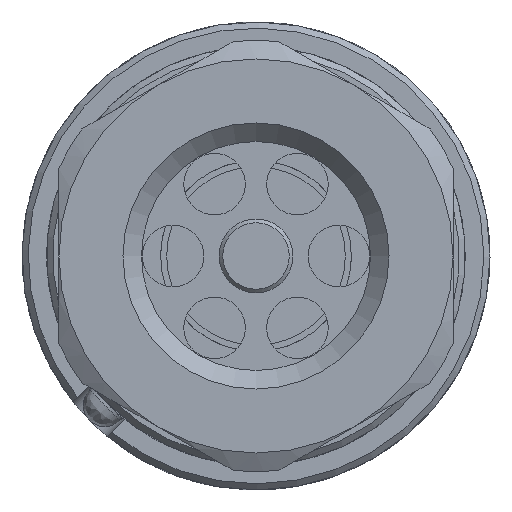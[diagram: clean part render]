
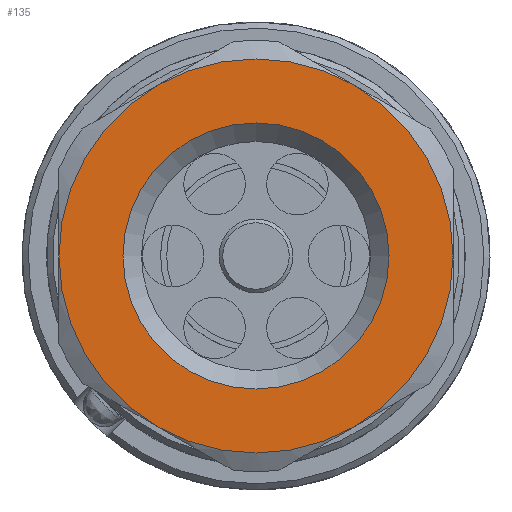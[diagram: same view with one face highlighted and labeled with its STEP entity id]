
A CAD part, left-side view. The second image highlights one B-rep face of the part: STEP entity #135.
In plain terms, the highlighted planar face has unit normal (-1, 0, 0).
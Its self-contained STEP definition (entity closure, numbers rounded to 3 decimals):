
#6 = PLANE ( 'NONE',  #2686 ) ;
#81 = EDGE_LOOP ( 'NONE', ( #1517, #3229, #1128, #247, #496, #1204 ) ) ;
#135 = ADVANCED_FACE ( 'NONE', ( #1694, #666 ), #6, .F. ) ;
#234 = DIRECTION ( 'NONE',  ( 0., 0., -1. ) ) ;
#247 = ORIENTED_EDGE ( 'NONE', *, *, #1274, .F. ) ;
#250 = CIRCLE ( 'NONE', #908, 16. ) ;
#496 = ORIENTED_EDGE ( 'NONE', *, *, #1956, .F. ) ;
#587 = CIRCLE ( 'NONE', #1178, 16. ) ;
#615 = DIRECTION ( 'NONE',  ( 0., 0., -1. ) ) ;
#649 = CARTESIAN_POINT ( 'NONE',  ( 0., 0., 0. ) ) ;
#666 = FACE_BOUND ( 'NONE', #2723, .T. ) ;
#743 = CARTESIAN_POINT ( 'NONE',  ( 0., -8., 13.856 ) ) ;
#771 = VERTEX_POINT ( 'NONE', #2519 ) ;
#822 = CIRCLE ( 'NONE', #2252, 16. ) ;
#846 = DIRECTION ( 'NONE',  ( 0., 0., -1. ) ) ;
#908 = AXIS2_PLACEMENT_3D ( 'NONE', #3194, #1606, #2579 ) ;
#923 = VERTEX_POINT ( 'NONE', #743 ) ;
#939 = CARTESIAN_POINT ( 'NONE',  ( 0., 16., 0. ) ) ;
#957 = DIRECTION ( 'NONE',  ( 1., 0., 0. ) ) ;
#1020 = CIRCLE ( 'NONE', #1548, 16. ) ;
#1085 = EDGE_CURVE ( 'NONE', #771, #2549, #3833, .T. ) ;
#1128 = ORIENTED_EDGE ( 'NONE', *, *, #2151, .F. ) ;
#1178 = AXIS2_PLACEMENT_3D ( 'NONE', #649, #3137, #3454 ) ;
#1204 = ORIENTED_EDGE ( 'NONE', *, *, #1085, .F. ) ;
#1230 = DIRECTION ( 'NONE',  ( 1., 0., 0. ) ) ;
#1274 = EDGE_CURVE ( 'NONE', #2595, #923, #250, .T. ) ;
#1314 = VERTEX_POINT ( 'NONE', #3784 ) ;
#1431 = CARTESIAN_POINT ( 'NONE',  ( 0., -16., 0. ) ) ;
#1478 = DIRECTION ( 'NONE',  ( 1., 0., 0. ) ) ;
#1517 = ORIENTED_EDGE ( 'NONE', *, *, #3840, .F. ) ;
#1548 = AXIS2_PLACEMENT_3D ( 'NONE', #1838, #4061, #4022 ) ;
#1606 = DIRECTION ( 'NONE',  ( 1., 0., 0. ) ) ;
#1654 = VERTEX_POINT ( 'NONE', #3923 ) ;
#1694 = FACE_OUTER_BOUND ( 'NONE', #81, .T. ) ;
#1709 = ORIENTED_EDGE ( 'NONE', *, *, #1751, .T. ) ;
#1751 = EDGE_CURVE ( 'NONE', #1654, #1654, #2697, .T. ) ;
#1766 = AXIS2_PLACEMENT_3D ( 'NONE', #3351, #3995, #234 ) ;
#1832 = DIRECTION ( 'NONE',  ( 0., 0., 1. ) ) ;
#1838 = CARTESIAN_POINT ( 'NONE',  ( 0., 0., 0. ) ) ;
#1859 = DIRECTION ( 'NONE',  ( 0., 0., -1. ) ) ;
#1956 = EDGE_CURVE ( 'NONE', #2549, #2595, #587, .T. ) ;
#2141 = DIRECTION ( 'NONE',  ( 1., 0., 0. ) ) ;
#2151 = EDGE_CURVE ( 'NONE', #923, #3119, #822, .T. ) ;
#2175 = CARTESIAN_POINT ( 'NONE',  ( 0., 0., 0. ) ) ;
#2252 = AXIS2_PLACEMENT_3D ( 'NONE', #2367, #1478, #846 ) ;
#2367 = CARTESIAN_POINT ( 'NONE',  ( 0., 0., 0. ) ) ;
#2519 = CARTESIAN_POINT ( 'NONE',  ( 0., 8., -13.856 ) ) ;
#2549 = VERTEX_POINT ( 'NONE', #939 ) ;
#2579 = DIRECTION ( 'NONE',  ( 0., 1., 0. ) ) ;
#2595 = VERTEX_POINT ( 'NONE', #3498 ) ;
#2686 = AXIS2_PLACEMENT_3D ( 'NONE', #3809, #957, #615 ) ;
#2697 = CIRCLE ( 'NONE', #3522, 10.8 ) ;
#2723 = EDGE_LOOP ( 'NONE', ( #1709 ) ) ;
#2741 = AXIS2_PLACEMENT_3D ( 'NONE', #2175, #1230, #1859 ) ;
#3060 = CIRCLE ( 'NONE', #2741, 16. ) ;
#3119 = VERTEX_POINT ( 'NONE', #1431 ) ;
#3137 = DIRECTION ( 'NONE',  ( 1., 0., 0. ) ) ;
#3194 = CARTESIAN_POINT ( 'NONE',  ( 0., 0., 0. ) ) ;
#3229 = ORIENTED_EDGE ( 'NONE', *, *, #3839, .F. ) ;
#3351 = CARTESIAN_POINT ( 'NONE',  ( 0., 0., 0. ) ) ;
#3454 = DIRECTION ( 'NONE',  ( 0., 0., -1. ) ) ;
#3498 = CARTESIAN_POINT ( 'NONE',  ( 0., 8., 13.856 ) ) ;
#3522 = AXIS2_PLACEMENT_3D ( 'NONE', #3993, #2141, #1832 ) ;
#3784 = CARTESIAN_POINT ( 'NONE',  ( 0., -8., -13.856 ) ) ;
#3809 = CARTESIAN_POINT ( 'NONE',  ( 0., 9.3, 0. ) ) ;
#3833 = CIRCLE ( 'NONE', #1766, 16. ) ;
#3839 = EDGE_CURVE ( 'NONE', #3119, #1314, #1020, .T. ) ;
#3840 = EDGE_CURVE ( 'NONE', #1314, #771, #3060, .T. ) ;
#3923 = CARTESIAN_POINT ( 'NONE',  ( 0., 0., 10.8 ) ) ;
#3993 = CARTESIAN_POINT ( 'NONE',  ( 0., 0., 0. ) ) ;
#3995 = DIRECTION ( 'NONE',  ( 1., 0., 0. ) ) ;
#4022 = DIRECTION ( 'NONE',  ( 0., 0., -1. ) ) ;
#4061 = DIRECTION ( 'NONE',  ( 1., 0., 0. ) ) ;
